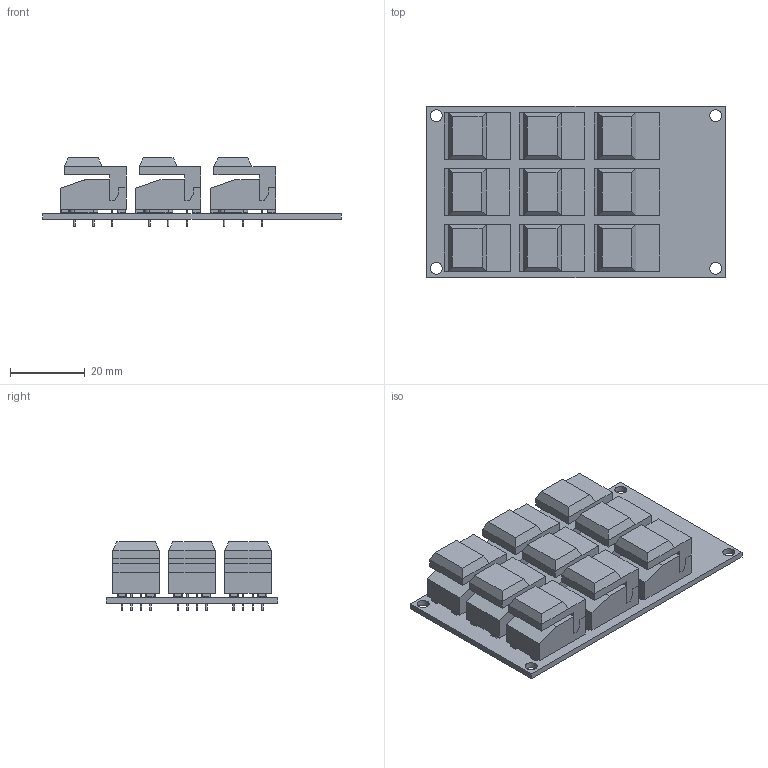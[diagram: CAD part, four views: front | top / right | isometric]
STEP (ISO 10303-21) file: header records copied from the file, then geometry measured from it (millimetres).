
FILE_DESCRIPTION(('Open CASCADE Model'),'2;1');
FILE_NAME('Open CASCADE Shape Model','2020-03-05T21:59:21',('Author'),( 'Open CASCADE'),'Open CASCADE STEP processor 6.8','Open CASCADE 6.8' ,'Unknown');
FILE_SCHEMA(('AUTOMOTIVE_DESIGN { 1 0 10303 214 1 1 1 1 }'));
Length unit declared in the file: millimetre
Products named in the file (13): PCB; Board; Open CASCADE STEP translator 6.8 1.1.1; S9; MP86A0BuH-G; S8; S7; S6; S5; S4; S3; S2; S1
Assembly tree (20 placements, depth 3):
  PCB
    Board
      Open CASCADE STEP translator 6.8 1.1.1
    S9
      MP86A0BuH-G
    S8
      MP86A0BuH-G
    S7
      MP86A0BuH-G
    S6
      MP86A0BuH-G
    S5
      MP86A0BuH-G
    S4
      MP86A0BuH-G
    S3
      MP86A0BuH-G
    S2
      MP86A0BuH-G
    S1
      MP86A0BuH-G
Bounding box: 80 x 46 x 18.35 mm (x, y, z)
Volume: 28068.2 mm3; surface area: 24689.2 mm2
Topology: 73 solids, 73 shells, 937 faces, 1959 edges, 1294 vertices
Faces by surface type: plane 681, cylinder 256
Full cylindrical faces by diameter (mm): 0.102 x18, 0.375 x18, 0.45 x72, 0.55 x18, 0.75 x36, 0.9 x36, 1.1 x18, 3.2 x4
Entity records: 6546 total; most frequent: DIRECTION 1131, CARTESIAN_POINT 1011, ORIENTED_EDGE 958, EDGE_CURVE 479, AXIS2_PLACEMENT_3D 438, FACE_BOUND 395, EDGE_LOOP 395, VERTEX_POINT 318
